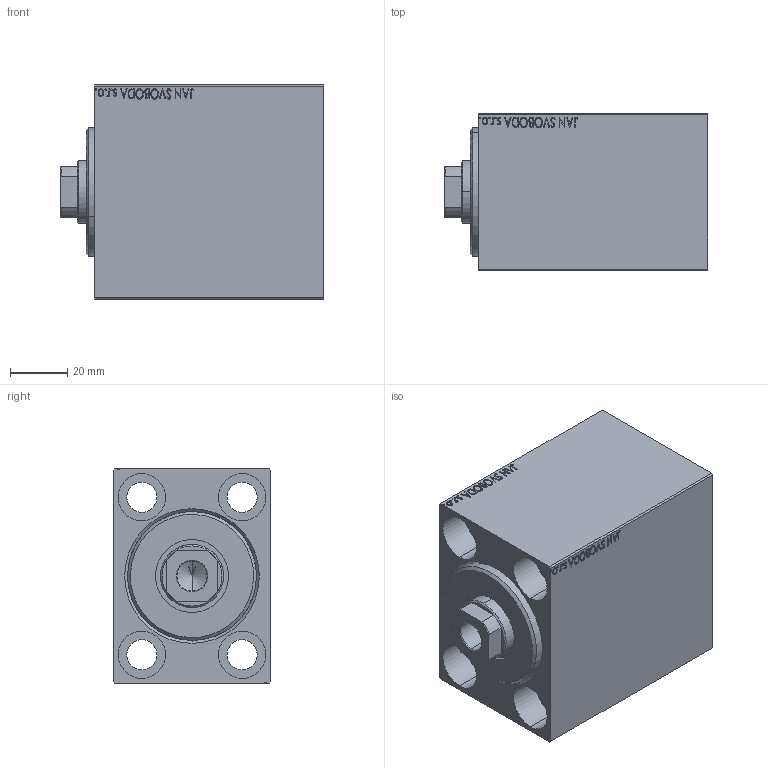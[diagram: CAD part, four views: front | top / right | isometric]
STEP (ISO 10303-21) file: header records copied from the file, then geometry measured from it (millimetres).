
FILE_DESCRIPTION (( 'STEP AP203' ), '1' );
FILE_NAME ('d9b2.STEP', '2024-02-12T11:09:25', ( '' ), ( '' ), 'SwSTEP 2.0', 'SolidWorks 2019', '' );
FILE_SCHEMA (( 'CONFIG_CONTROL_DESIGN' ));
Length unit declared in the file: millimetre
Products named in the file (4): V450CM_C_Body 966e7bff1d1cda45737ae20f47420a80; V450CM_C_VCP 966e7bff1d1cda45737ae20f47420a80; d9b2; V450CM_VC_B 966e7bff1d1cda45737ae20f47420a80
Assembly tree (3 placements, depth 2):
  d9b2
    V450CM_C_Body 966e7bff1d1cda45737ae20f47420a80
    V450CM_C_VCP 966e7bff1d1cda45737ae20f47420a80
    V450CM_VC_B 966e7bff1d1cda45737ae20f47420a80
Bounding box: 92 x 55 x 75 mm (x, y, z)
Volume: 284760.4 mm3; surface area: 62536.6 mm2
Topology: 3 solids, 3 shells, 852 faces, 2184 edges, 1449 vertices
Faces by surface type: plane 406, bspline 380, cylinder 52, cone 14
Entity records: 43608 total; most frequent: CARTESIAN_POINT 24989, ORIENTED_EDGE 4364, DIRECTION 2490, EDGE_CURVE 2182, VERTEX_POINT 1449, LINE 1294, VECTOR 1294, EDGE_LOOP 975
